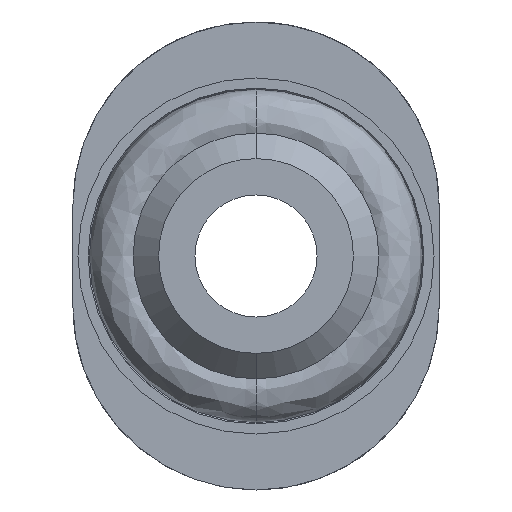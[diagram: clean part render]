
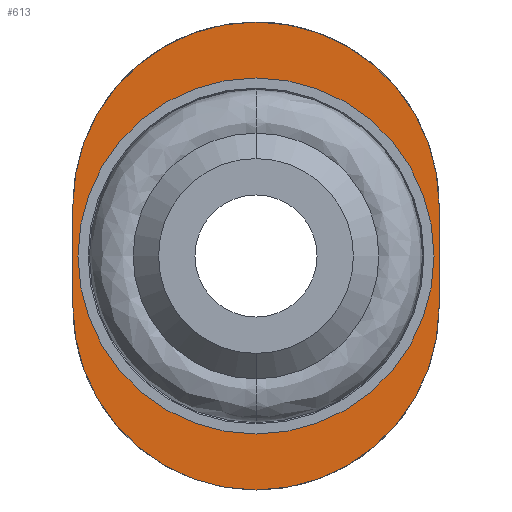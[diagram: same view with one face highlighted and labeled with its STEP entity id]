
A CAD part, front view. The second image highlights one B-rep face of the part: STEP entity #613.
In plain terms, the highlighted planar face has unit normal (0, -1, 0).
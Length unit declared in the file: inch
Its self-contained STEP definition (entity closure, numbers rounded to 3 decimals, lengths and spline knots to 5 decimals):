
#37 = CARTESIAN_POINT ( 'NONE',  ( -0.14173, 0.58661, -0.03937 ) ) ;
#57 = CARTESIAN_POINT ( 'NONE',  ( 0., 0.58661, -0.03937 ) ) ;
#93 = CARTESIAN_POINT ( 'NONE',  ( 0.14173, 0.58661, 0.03937 ) ) ;
#109 = CIRCLE ( 'NONE', #1112, 0.09055 ) ;
#264 = CARTESIAN_POINT ( 'NONE',  ( 0., 0.58661, -0.09055 ) ) ;
#281 = DIRECTION ( 'NONE',  ( 0., -1., 0. ) ) ;
#297 = VERTEX_POINT ( 'NONE', #37 ) ;
#333 = DIRECTION ( 'NONE',  ( 0., 0., 1. ) ) ;
#391 = EDGE_CURVE ( 'NONE', #2167, #415, #2385, .T. ) ;
#415 = VERTEX_POINT ( 'NONE', #93 ) ;
#445 = PLANE ( 'NONE',  #1875 ) ;
#446 = DIRECTION ( 'NONE',  ( 0., -1., 0. ) ) ;
#613 = ADVANCED_FACE ( 'NONE', ( #1807, #1912 ), #445, .F. ) ;
#638 = VERTEX_POINT ( 'NONE', #2288 ) ;
#650 = CARTESIAN_POINT ( 'NONE',  ( 0., 0.58661, 0.03937 ) ) ;
#653 = AXIS2_PLACEMENT_3D ( 'NONE', #773, #2557, #1041 ) ;
#676 = ORIENTED_EDGE ( 'NONE', *, *, #3231, .F. ) ;
#692 = ORIENTED_EDGE ( 'NONE', *, *, #1551, .F. ) ;
#765 = VECTOR ( 'NONE', #2961, 39.37008 ) ;
#773 = CARTESIAN_POINT ( 'NONE',  ( 0., 0.58661, 0.03937 ) ) ;
#782 = ORIENTED_EDGE ( 'NONE', *, *, #2186, .F. ) ;
#928 = DIRECTION ( 'NONE',  ( 0., 0., 1. ) ) ;
#934 = LINE ( 'NONE', #974, #765 ) ;
#974 = CARTESIAN_POINT ( 'NONE',  ( -0.14173, 0.58661, 0. ) ) ;
#998 = DIRECTION ( 'NONE',  ( 0., 0., 1. ) ) ;
#1002 = AXIS2_PLACEMENT_3D ( 'NONE', #57, #1929, #333 ) ;
#1015 = VECTOR ( 'NONE', #2474, 39.37008 ) ;
#1016 = CARTESIAN_POINT ( 'NONE',  ( 0., 0.58661, 0.1811 ) ) ;
#1041 = DIRECTION ( 'NONE',  ( 0., 0., 1. ) ) ;
#1105 = EDGE_LOOP ( 'NONE', ( #782, #1197, #2189, #676, #2002 ) ) ;
#1112 = AXIS2_PLACEMENT_3D ( 'NONE', #2039, #446, #2289 ) ;
#1197 = ORIENTED_EDGE ( 'NONE', *, *, #3313, .F. ) ;
#1215 = EDGE_CURVE ( 'NONE', #2280, #2161, #1398, .T. ) ;
#1398 = CIRCLE ( 'NONE', #1874, 0.09055 ) ;
#1439 = ORIENTED_EDGE ( 'NONE', *, *, #1215, .F. ) ;
#1551 = EDGE_CURVE ( 'NONE', #2161, #2280, #109, .T. ) ;
#1552 = CARTESIAN_POINT ( 'NONE',  ( 0., 0.58661, 0.09055 ) ) ;
#1801 = VERTEX_POINT ( 'NONE', #2355 ) ;
#1807 = FACE_BOUND ( 'NONE', #3026, .T. ) ;
#1874 = AXIS2_PLACEMENT_3D ( 'NONE', #1888, #281, #2144 ) ;
#1875 = AXIS2_PLACEMENT_3D ( 'NONE', #2024, #2515, #998 ) ;
#1888 = CARTESIAN_POINT ( 'NONE',  ( 0., 0.58661, 0. ) ) ;
#1912 = FACE_OUTER_BOUND ( 'NONE', #1105, .T. ) ;
#1929 = DIRECTION ( 'NONE',  ( 0., 1., 0. ) ) ;
#1939 = CIRCLE ( 'NONE', #653, 0.14173 ) ;
#2002 = ORIENTED_EDGE ( 'NONE', *, *, #391, .F. ) ;
#2024 = CARTESIAN_POINT ( 'NONE',  ( 0., 0.58661, 0. ) ) ;
#2039 = CARTESIAN_POINT ( 'NONE',  ( 0., 0.58661, 0. ) ) ;
#2144 = DIRECTION ( 'NONE',  ( 0., 0., 1. ) ) ;
#2161 = VERTEX_POINT ( 'NONE', #1552 ) ;
#2167 = VERTEX_POINT ( 'NONE', #1016 ) ;
#2186 = EDGE_CURVE ( 'NONE', #1801, #2167, #1939, .T. ) ;
#2188 = CARTESIAN_POINT ( 'NONE',  ( 0.14173, 0.58661, 0. ) ) ;
#2189 = ORIENTED_EDGE ( 'NONE', *, *, #3161, .F. ) ;
#2272 = AXIS2_PLACEMENT_3D ( 'NONE', #650, #2450, #928 ) ;
#2280 = VERTEX_POINT ( 'NONE', #264 ) ;
#2288 = CARTESIAN_POINT ( 'NONE',  ( 0.14173, 0.58661, -0.03937 ) ) ;
#2289 = DIRECTION ( 'NONE',  ( 0., 0., 1. ) ) ;
#2299 = CIRCLE ( 'NONE', #1002, 0.14173 ) ;
#2355 = CARTESIAN_POINT ( 'NONE',  ( -0.14173, 0.58661, 0.03937 ) ) ;
#2385 = CIRCLE ( 'NONE', #2272, 0.14173 ) ;
#2450 = DIRECTION ( 'NONE',  ( 0., 1., 0. ) ) ;
#2474 = DIRECTION ( 'NONE',  ( 0., 0., -1. ) ) ;
#2515 = DIRECTION ( 'NONE',  ( 0., 1., 0. ) ) ;
#2557 = DIRECTION ( 'NONE',  ( 0., 1., 0. ) ) ;
#2916 = LINE ( 'NONE', #2188, #1015 ) ;
#2961 = DIRECTION ( 'NONE',  ( 0., 0., 1. ) ) ;
#3026 = EDGE_LOOP ( 'NONE', ( #692, #1439 ) ) ;
#3161 = EDGE_CURVE ( 'NONE', #638, #297, #2299, .T. ) ;
#3231 = EDGE_CURVE ( 'NONE', #415, #638, #2916, .T. ) ;
#3313 = EDGE_CURVE ( 'NONE', #297, #1801, #934, .T. ) ;
